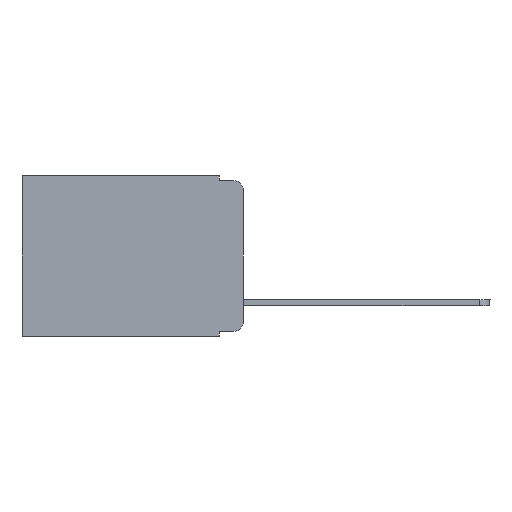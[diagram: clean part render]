
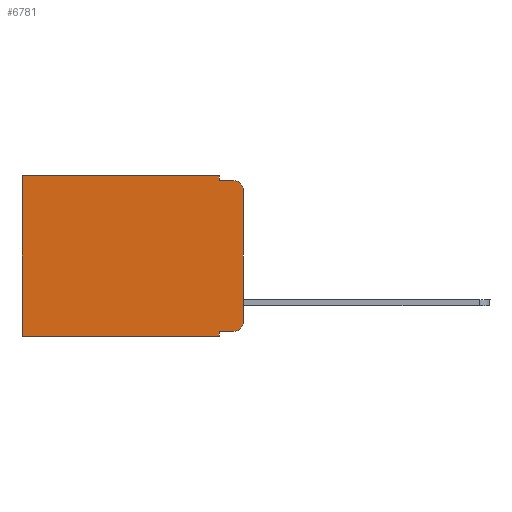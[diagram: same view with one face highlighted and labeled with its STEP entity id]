
A CAD part, left-side view. The second image highlights one B-rep face of the part: STEP entity #6781.
In plain terms, the highlighted planar face has unit normal (-1, 0, 0).
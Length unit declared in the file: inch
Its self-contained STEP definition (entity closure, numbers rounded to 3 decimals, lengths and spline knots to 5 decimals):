
#113 = DIRECTION ( 'NONE',  ( 0., 0., -1. ) ) ;
#344 = EDGE_CURVE ( 'NONE', #602, #5074, #11483, .T. ) ;
#362 = CARTESIAN_POINT ( 'NONE',  ( 0.298, 0.051, 0. ) ) ;
#453 = DIRECTION ( 'NONE',  ( 0., 1., 0. ) ) ;
#458 = ORIENTED_EDGE ( 'NONE', *, *, #344, .T. ) ;
#602 = VERTEX_POINT ( 'NONE', #10226 ) ;
#628 = CARTESIAN_POINT ( 'NONE',  ( 0.298, 0., -0.313 ) ) ;
#1033 = CARTESIAN_POINT ( 'NONE',  ( 0.298, 0.051, -0.01 ) ) ;
#1070 = ORIENTED_EDGE ( 'NONE', *, *, #2716, .F. ) ;
#1116 = CARTESIAN_POINT ( 'NONE',  ( 0.298, 0.02, -0.03 ) ) ;
#1465 = VERTEX_POINT ( 'NONE', #2442 ) ;
#1489 = VERTEX_POINT ( 'NONE', #5708 ) ;
#1501 = LINE ( 'NONE', #362, #2087 ) ;
#1515 = LINE ( 'NONE', #4521, #5853 ) ;
#1531 = LINE ( 'NONE', #6190, #6364 ) ;
#1538 = VERTEX_POINT ( 'NONE', #5772 ) ;
#1825 = CARTESIAN_POINT ( 'NONE',  ( 0.298, 0.02, -0.333 ) ) ;
#1873 = DIRECTION ( 'NONE',  ( 1., 0., 0. ) ) ;
#2087 = VECTOR ( 'NONE', #4142, 39.37008 ) ;
#2169 = CARTESIAN_POINT ( 'NONE',  ( 0.298, 0.473, 0. ) ) ;
#2188 = CIRCLE ( 'NONE', #4161, 0.02 ) ;
#2280 = DIRECTION ( 'NONE',  ( 0., 0., -1. ) ) ;
#2442 = CARTESIAN_POINT ( 'NONE',  ( 0.298, 0., -0.03 ) ) ;
#2547 = ORIENTED_EDGE ( 'NONE', *, *, #9483, .F. ) ;
#2716 = EDGE_CURVE ( 'NONE', #1465, #3208, #5468, .T. ) ;
#2731 = EDGE_CURVE ( 'NONE', #7209, #9243, #1531, .T. ) ;
#3199 = VECTOR ( 'NONE', #11361, 39.37008 ) ;
#3208 = VERTEX_POINT ( 'NONE', #628 ) ;
#3243 = EDGE_CURVE ( 'NONE', #5074, #1489, #1515, .T. ) ;
#3700 = EDGE_CURVE ( 'NONE', #10393, #3208, #5665, .T. ) ;
#3749 = ORIENTED_EDGE ( 'NONE', *, *, #3700, .T. ) ;
#3887 = AXIS2_PLACEMENT_3D ( 'NONE', #4694, #6850, #113 ) ;
#4142 = DIRECTION ( 'NONE',  ( 0., 0., -1. ) ) ;
#4161 = AXIS2_PLACEMENT_3D ( 'NONE', #1116, #10539, #2280 ) ;
#4290 = DIRECTION ( 'NONE',  ( 0., -1., 0. ) ) ;
#4494 = CARTESIAN_POINT ( 'NONE',  ( 0.298, 0.051, -0.333 ) ) ;
#4521 = CARTESIAN_POINT ( 'NONE',  ( 0.298, 0.473, 0. ) ) ;
#4688 = ORIENTED_EDGE ( 'NONE', *, *, #11520, .F. ) ;
#4694 = CARTESIAN_POINT ( 'NONE',  ( 0.298, 0.02, -0.313 ) ) ;
#4744 = EDGE_LOOP ( 'NONE', ( #1070, #7295, #11654, #7155, #458, #7228, #4688, #2547, #9373, #3749 ) ) ;
#4764 = CARTESIAN_POINT ( 'NONE',  ( 0.298, 0., 0. ) ) ;
#4895 = CARTESIAN_POINT ( 'NONE',  ( 0.298, 0.02, -0.01 ) ) ;
#5074 = VERTEX_POINT ( 'NONE', #2169 ) ;
#5468 = LINE ( 'NONE', #6450, #10298 ) ;
#5490 = LINE ( 'NONE', #4494, #7909 ) ;
#5665 = CIRCLE ( 'NONE', #3887, 0.02 ) ;
#5691 = CARTESIAN_POINT ( 'NONE',  ( 0.298, 0., 0. ) ) ;
#5708 = CARTESIAN_POINT ( 'NONE',  ( 0.298, 0.473, -0.343 ) ) ;
#5772 = CARTESIAN_POINT ( 'NONE',  ( 0.298, 0.051, -0.333 ) ) ;
#5853 = VECTOR ( 'NONE', #12058, 39.37008 ) ;
#5997 = VERTEX_POINT ( 'NONE', #11329 ) ;
#6190 = CARTESIAN_POINT ( 'NONE',  ( 0.298, 0.051, -0.01 ) ) ;
#6364 = VECTOR ( 'NONE', #4290, 39.37008 ) ;
#6450 = CARTESIAN_POINT ( 'NONE',  ( 0.298, 0., 0. ) ) ;
#6614 = FACE_OUTER_BOUND ( 'NONE', #4744, .T. ) ;
#6781 = ADVANCED_FACE ( 'NONE', ( #6614 ), #10186, .F. ) ;
#6850 = DIRECTION ( 'NONE',  ( -1., 0., 0. ) ) ;
#7155 = ORIENTED_EDGE ( 'NONE', *, *, #9643, .F. ) ;
#7209 = VERTEX_POINT ( 'NONE', #1033 ) ;
#7228 = ORIENTED_EDGE ( 'NONE', *, *, #3243, .T. ) ;
#7295 = ORIENTED_EDGE ( 'NONE', *, *, #12185, .T. ) ;
#7396 = DIRECTION ( 'NONE',  ( 0., -1., 0. ) ) ;
#7408 = CARTESIAN_POINT ( 'NONE',  ( 0.298, 0.051, 0. ) ) ;
#7909 = VECTOR ( 'NONE', #7396, 39.37008 ) ;
#8852 = CARTESIAN_POINT ( 'NONE',  ( 0.298, 0., -0.343 ) ) ;
#9243 = VERTEX_POINT ( 'NONE', #4895 ) ;
#9373 = ORIENTED_EDGE ( 'NONE', *, *, #11302, .T. ) ;
#9483 = EDGE_CURVE ( 'NONE', #1538, #5997, #1501, .T. ) ;
#9643 = EDGE_CURVE ( 'NONE', #602, #7209, #12098, .T. ) ;
#9901 = LINE ( 'NONE', #8852, #11664 ) ;
#10186 = PLANE ( 'NONE',  #11147 ) ;
#10200 = DIRECTION ( 'NONE',  ( 0., 0., -1. ) ) ;
#10226 = CARTESIAN_POINT ( 'NONE',  ( 0.298, 0.051, 0. ) ) ;
#10298 = VECTOR ( 'NONE', #10200, 39.37008 ) ;
#10393 = VERTEX_POINT ( 'NONE', #1825 ) ;
#10539 = DIRECTION ( 'NONE',  ( -1., 0., 0. ) ) ;
#11147 = AXIS2_PLACEMENT_3D ( 'NONE', #5691, #1873, #12171 ) ;
#11175 = DIRECTION ( 'NONE',  ( 0., 0., -1. ) ) ;
#11302 = EDGE_CURVE ( 'NONE', #1538, #10393, #5490, .T. ) ;
#11329 = CARTESIAN_POINT ( 'NONE',  ( 0.298, 0.051, -0.343 ) ) ;
#11333 = VECTOR ( 'NONE', #11175, 39.37008 ) ;
#11361 = DIRECTION ( 'NONE',  ( 0., 1., 0. ) ) ;
#11483 = LINE ( 'NONE', #4764, #3199 ) ;
#11520 = EDGE_CURVE ( 'NONE', #5997, #1489, #9901, .T. ) ;
#11654 = ORIENTED_EDGE ( 'NONE', *, *, #2731, .F. ) ;
#11664 = VECTOR ( 'NONE', #453, 39.37008 ) ;
#12058 = DIRECTION ( 'NONE',  ( 0., 0., -1. ) ) ;
#12098 = LINE ( 'NONE', #7408, #11333 ) ;
#12171 = DIRECTION ( 'NONE',  ( 0., 0., -1. ) ) ;
#12185 = EDGE_CURVE ( 'NONE', #1465, #9243, #2188, .T. ) ;
